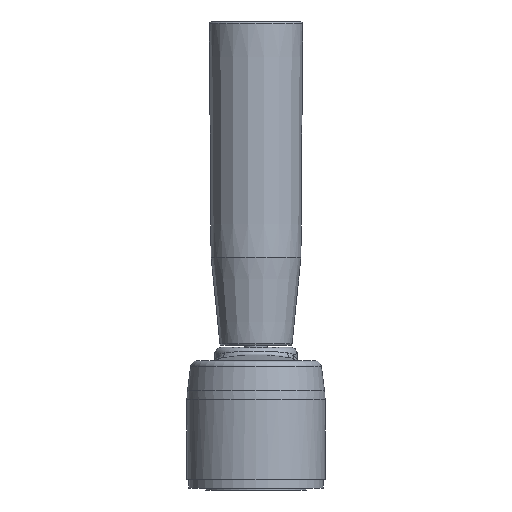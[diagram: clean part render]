
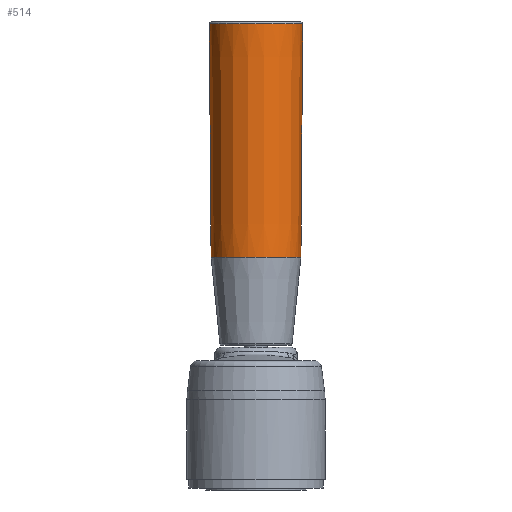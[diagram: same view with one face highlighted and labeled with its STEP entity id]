
A CAD part, left-side view. The second image highlights one B-rep face of the part: STEP entity #514.
In plain terms, the highlighted conical face has half-angle 0.437 degrees and reference radius 12.5 mm.
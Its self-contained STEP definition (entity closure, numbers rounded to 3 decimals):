
#514 = ADVANCED_FACE( '', ( #1240, #1241 ), #1242, .T. );
#1240 = FACE_OUTER_BOUND( '', #3662, .T. );
#1241 = FACE_BOUND( '', #3663, .T. );
#1242 = CONICAL_SURFACE( '', #3664, 12.5, 0.008 );
#3662 = EDGE_LOOP( '', ( #7362 ) );
#3663 = EDGE_LOOP( '', ( #7363 ) );
#3664 = AXIS2_PLACEMENT_3D( '', #7364, #7365, #7366 );
#7362 = ORIENTED_EDGE( '', *, *, #9370, .T. );
#7363 = ORIENTED_EDGE( '', *, *, #9371, .T. );
#7364 = CARTESIAN_POINT( '', ( 71.135, 0., 64.25 ) );
#7365 = DIRECTION( '', ( 0., 0., 1. ) );
#7366 = DIRECTION( '', ( 0., 1., 0. ) );
#9370 = EDGE_CURVE( '', #10638, #10638, #10639, .T. );
#9371 = EDGE_CURVE( '', #10640, #10640, #10641, .T. );
#10638 = VERTEX_POINT( '', #13720 );
#10639 = CIRCLE( '', #13721, 12.996 );
#10640 = VERTEX_POINT( '', #13722 );
#10641 = CIRCLE( '', #13723, 12.5 );
#13720 = CARTESIAN_POINT( '', ( 71.135, -12.996, 129.246 ) );
#13721 = AXIS2_PLACEMENT_3D( '', #16099, #16100, #16101 );
#13722 = CARTESIAN_POINT( '', ( 71.135, 12.5, 64.25 ) );
#13723 = AXIS2_PLACEMENT_3D( '', #16102, #16103, #16104 );
#16099 = CARTESIAN_POINT( '', ( 71.135, 0., 129.246 ) );
#16100 = DIRECTION( '', ( 0., 0., -1. ) );
#16101 = DIRECTION( '', ( 0., -1., 0. ) );
#16102 = CARTESIAN_POINT( '', ( 71.135, 0., 64.25 ) );
#16103 = DIRECTION( '', ( 0., 0., 1. ) );
#16104 = DIRECTION( '', ( 0., 1., 0. ) );
